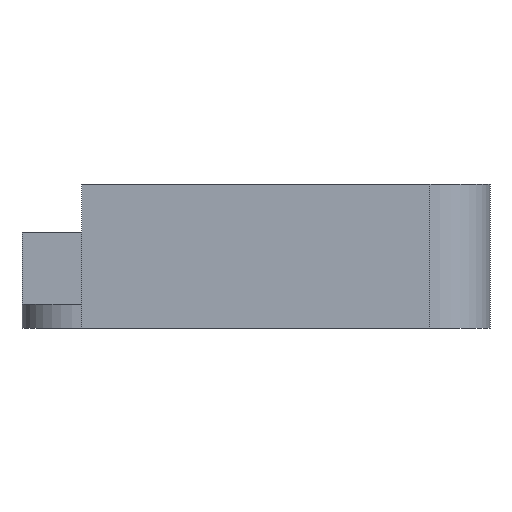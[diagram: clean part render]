
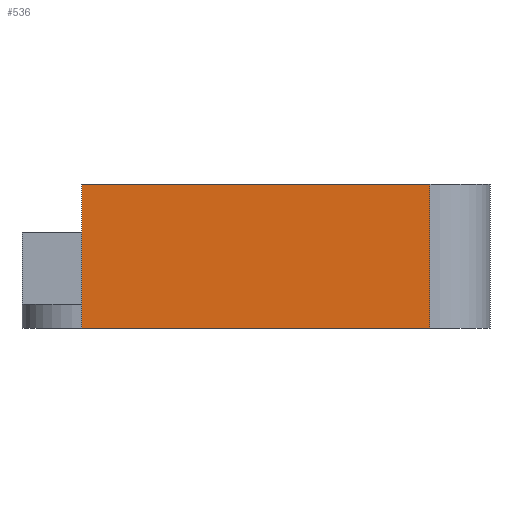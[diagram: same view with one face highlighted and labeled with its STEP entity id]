
A CAD part, left-side view. The second image highlights one B-rep face of the part: STEP entity #536.
In plain terms, the highlighted planar face has unit normal (-1, 0, 0).
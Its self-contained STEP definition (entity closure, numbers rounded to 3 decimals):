
#24 = VERTEX_POINT('',#25);
#25 = CARTESIAN_POINT('',(-59.,14.5,0.));
#33 = CYLINDRICAL_SURFACE('',#34,5.);
#34 = AXIS2_PLACEMENT_3D('',#35,#36,#37);
#35 = CARTESIAN_POINT('',(-54.,14.5,0.));
#36 = DIRECTION('',(-0.,-0.,-1.));
#37 = DIRECTION('',(1.,0.,0.));
#45 = PLANE('',#46);
#46 = AXIS2_PLACEMENT_3D('',#47,#48,#49);
#47 = CARTESIAN_POINT('',(0.,0.,0.));
#48 = DIRECTION('',(-0.,-0.,-1.));
#49 = DIRECTION('',(-1.,0.,0.));
#90 = VERTEX_POINT('',#91);
#91 = CARTESIAN_POINT('',(-59.,14.5,2.));
#106 = PLANE('',#107);
#107 = AXIS2_PLACEMENT_3D('',#108,#109,#110);
#108 = CARTESIAN_POINT('',(-37.99,2.74,2.));
#109 = DIRECTION('',(0.,0.,1.));
#110 = DIRECTION('',(1.,0.,0.));
#122 = EDGE_CURVE('',#24,#90,#123,.T.);
#123 = SURFACE_CURVE('',#124,(#128,#135),.PCURVE_S1.);
#124 = LINE('',#125,#126);
#125 = CARTESIAN_POINT('',(-59.,14.5,0.));
#126 = VECTOR('',#127,1.);
#127 = DIRECTION('',(0.,0.,1.));
#128 = PCURVE('',#33,#129);
#129 = DEFINITIONAL_REPRESENTATION('',(#130),#134);
#130 = LINE('',#131,#132);
#131 = CARTESIAN_POINT('',(-3.142,0.));
#132 = VECTOR('',#133,1.);
#133 = DIRECTION('',(-0.,-1.));
#134 = ( GEOMETRIC_REPRESENTATION_CONTEXT(2) 
PARAMETRIC_REPRESENTATION_CONTEXT() REPRESENTATION_CONTEXT('2D SPACE',''
  ) );
#135 = PCURVE('',#136,#141);
#136 = PLANE('',#137);
#137 = AXIS2_PLACEMENT_3D('',#138,#139,#140);
#138 = CARTESIAN_POINT('',(-59.,14.5,0.));
#139 = DIRECTION('',(1.,0.,0.));
#140 = DIRECTION('',(0.,-1.,0.));
#141 = DEFINITIONAL_REPRESENTATION('',(#142),#146);
#142 = LINE('',#143,#144);
#143 = CARTESIAN_POINT('',(0.,0.));
#144 = VECTOR('',#145,1.);
#145 = DIRECTION('',(0.,-1.));
#146 = ( GEOMETRIC_REPRESENTATION_CONTEXT(2) 
PARAMETRIC_REPRESENTATION_CONTEXT() REPRESENTATION_CONTEXT('2D SPACE',''
  ) );
#298 = VERTEX_POINT('',#299);
#299 = CARTESIAN_POINT('',(-59.,-14.5,0.));
#318 = CYLINDRICAL_SURFACE('',#319,5.);
#319 = AXIS2_PLACEMENT_3D('',#320,#321,#322);
#320 = CARTESIAN_POINT('',(-54.,-14.5,0.));
#321 = DIRECTION('',(-0.,-0.,-1.));
#322 = DIRECTION('',(1.,0.,0.));
#330 = EDGE_CURVE('',#24,#298,#331,.T.);
#331 = SURFACE_CURVE('',#332,(#336,#343),.PCURVE_S1.);
#332 = LINE('',#333,#334);
#333 = CARTESIAN_POINT('',(-59.,14.5,0.));
#334 = VECTOR('',#335,1.);
#335 = DIRECTION('',(0.,-1.,0.));
#336 = PCURVE('',#45,#337);
#337 = DEFINITIONAL_REPRESENTATION('',(#338),#342);
#338 = LINE('',#339,#340);
#339 = CARTESIAN_POINT('',(59.,14.5));
#340 = VECTOR('',#341,1.);
#341 = DIRECTION('',(0.,-1.));
#342 = ( GEOMETRIC_REPRESENTATION_CONTEXT(2) 
PARAMETRIC_REPRESENTATION_CONTEXT() REPRESENTATION_CONTEXT('2D SPACE',''
  ) );
#343 = PCURVE('',#136,#344);
#344 = DEFINITIONAL_REPRESENTATION('',(#345),#349);
#345 = LINE('',#346,#347);
#346 = CARTESIAN_POINT('',(0.,0.));
#347 = VECTOR('',#348,1.);
#348 = DIRECTION('',(1.,0.));
#349 = ( GEOMETRIC_REPRESENTATION_CONTEXT(2) 
PARAMETRIC_REPRESENTATION_CONTEXT() REPRESENTATION_CONTEXT('2D SPACE',''
  ) );
#536 = ADVANCED_FACE('',(#537),#136,.F.);
#537 = FACE_BOUND('',#538,.F.);
#538 = EDGE_LOOP('',(#539,#540,#541,#564,#592,#620));
#539 = ORIENTED_EDGE('',*,*,#330,.F.);
#540 = ORIENTED_EDGE('',*,*,#122,.T.);
#541 = ORIENTED_EDGE('',*,*,#542,.T.);
#542 = EDGE_CURVE('',#90,#543,#545,.T.);
#543 = VERTEX_POINT('',#544);
#544 = CARTESIAN_POINT('',(-59.,14.5,2.));
#545 = SURFACE_CURVE('',#546,(#550,#557),.PCURVE_S1.);
#546 = LINE('',#547,#548);
#547 = CARTESIAN_POINT('',(-59.,19.5,2.));
#548 = VECTOR('',#549,1.);
#549 = DIRECTION('',(0.,-1.,0.));
#550 = PCURVE('',#136,#551);
#551 = DEFINITIONAL_REPRESENTATION('',(#552),#556);
#552 = LINE('',#553,#554);
#553 = CARTESIAN_POINT('',(-5.,-2.));
#554 = VECTOR('',#555,1.);
#555 = DIRECTION('',(1.,0.));
#556 = ( GEOMETRIC_REPRESENTATION_CONTEXT(2) 
PARAMETRIC_REPRESENTATION_CONTEXT() REPRESENTATION_CONTEXT('2D SPACE',''
  ) );
#557 = PCURVE('',#106,#558);
#558 = DEFINITIONAL_REPRESENTATION('',(#559),#563);
#559 = LINE('',#560,#561);
#560 = CARTESIAN_POINT('',(-21.01,16.76));
#561 = VECTOR('',#562,1.);
#562 = DIRECTION('',(0.,-1.));
#563 = ( GEOMETRIC_REPRESENTATION_CONTEXT(2) 
PARAMETRIC_REPRESENTATION_CONTEXT() REPRESENTATION_CONTEXT('2D SPACE',''
  ) );
#564 = ORIENTED_EDGE('',*,*,#565,.F.);
#565 = EDGE_CURVE('',#566,#543,#568,.T.);
#566 = VERTEX_POINT('',#567);
#567 = CARTESIAN_POINT('',(-59.,14.5,12.));
#568 = SURFACE_CURVE('',#569,(#573,#580),.PCURVE_S1.);
#569 = LINE('',#570,#571);
#570 = CARTESIAN_POINT('',(-59.,14.5,12.));
#571 = VECTOR('',#572,1.);
#572 = DIRECTION('',(-0.,-0.,-1.));
#573 = PCURVE('',#136,#574);
#574 = DEFINITIONAL_REPRESENTATION('',(#575),#579);
#575 = LINE('',#576,#577);
#576 = CARTESIAN_POINT('',(0.,-12.));
#577 = VECTOR('',#578,1.);
#578 = DIRECTION('',(0.,1.));
#579 = ( GEOMETRIC_REPRESENTATION_CONTEXT(2) 
PARAMETRIC_REPRESENTATION_CONTEXT() REPRESENTATION_CONTEXT('2D SPACE',''
  ) );
#580 = PCURVE('',#581,#586);
#581 = PLANE('',#582);
#582 = AXIS2_PLACEMENT_3D('',#583,#584,#585);
#583 = CARTESIAN_POINT('',(-59.,14.5,12.));
#584 = DIRECTION('',(0.,-1.,0.));
#585 = DIRECTION('',(1.,0.,0.));
#586 = DEFINITIONAL_REPRESENTATION('',(#587),#591);
#587 = LINE('',#588,#589);
#588 = CARTESIAN_POINT('',(0.,0.));
#589 = VECTOR('',#590,1.);
#590 = DIRECTION('',(0.,-1.));
#591 = ( GEOMETRIC_REPRESENTATION_CONTEXT(2) 
PARAMETRIC_REPRESENTATION_CONTEXT() REPRESENTATION_CONTEXT('2D SPACE',''
  ) );
#592 = ORIENTED_EDGE('',*,*,#593,.T.);
#593 = EDGE_CURVE('',#566,#594,#596,.T.);
#594 = VERTEX_POINT('',#595);
#595 = CARTESIAN_POINT('',(-59.,-14.5,12.));
#596 = SURFACE_CURVE('',#597,(#601,#608),.PCURVE_S1.);
#597 = LINE('',#598,#599);
#598 = CARTESIAN_POINT('',(-59.,14.5,12.));
#599 = VECTOR('',#600,1.);
#600 = DIRECTION('',(0.,-1.,0.));
#601 = PCURVE('',#136,#602);
#602 = DEFINITIONAL_REPRESENTATION('',(#603),#607);
#603 = LINE('',#604,#605);
#604 = CARTESIAN_POINT('',(0.,-12.));
#605 = VECTOR('',#606,1.);
#606 = DIRECTION('',(1.,0.));
#607 = ( GEOMETRIC_REPRESENTATION_CONTEXT(2) 
PARAMETRIC_REPRESENTATION_CONTEXT() REPRESENTATION_CONTEXT('2D SPACE',''
  ) );
#608 = PCURVE('',#609,#614);
#609 = PLANE('',#610);
#610 = AXIS2_PLACEMENT_3D('',#611,#612,#613);
#611 = CARTESIAN_POINT('',(0.,0.,12.));
#612 = DIRECTION('',(-0.,-0.,-1.));
#613 = DIRECTION('',(-1.,0.,0.));
#614 = DEFINITIONAL_REPRESENTATION('',(#615),#619);
#615 = LINE('',#616,#617);
#616 = CARTESIAN_POINT('',(59.,14.5));
#617 = VECTOR('',#618,1.);
#618 = DIRECTION('',(0.,-1.));
#619 = ( GEOMETRIC_REPRESENTATION_CONTEXT(2) 
PARAMETRIC_REPRESENTATION_CONTEXT() REPRESENTATION_CONTEXT('2D SPACE',''
  ) );
#620 = ORIENTED_EDGE('',*,*,#621,.F.);
#621 = EDGE_CURVE('',#298,#594,#622,.T.);
#622 = SURFACE_CURVE('',#623,(#627,#634),.PCURVE_S1.);
#623 = LINE('',#624,#625);
#624 = CARTESIAN_POINT('',(-59.,-14.5,0.));
#625 = VECTOR('',#626,1.);
#626 = DIRECTION('',(0.,0.,1.));
#627 = PCURVE('',#136,#628);
#628 = DEFINITIONAL_REPRESENTATION('',(#629),#633);
#629 = LINE('',#630,#631);
#630 = CARTESIAN_POINT('',(29.,0.));
#631 = VECTOR('',#632,1.);
#632 = DIRECTION('',(0.,-1.));
#633 = ( GEOMETRIC_REPRESENTATION_CONTEXT(2) 
PARAMETRIC_REPRESENTATION_CONTEXT() REPRESENTATION_CONTEXT('2D SPACE',''
  ) );
#634 = PCURVE('',#318,#635);
#635 = DEFINITIONAL_REPRESENTATION('',(#636),#640);
#636 = LINE('',#637,#638);
#637 = CARTESIAN_POINT('',(-3.142,0.));
#638 = VECTOR('',#639,1.);
#639 = DIRECTION('',(-0.,-1.));
#640 = ( GEOMETRIC_REPRESENTATION_CONTEXT(2) 
PARAMETRIC_REPRESENTATION_CONTEXT() REPRESENTATION_CONTEXT('2D SPACE',''
  ) );
